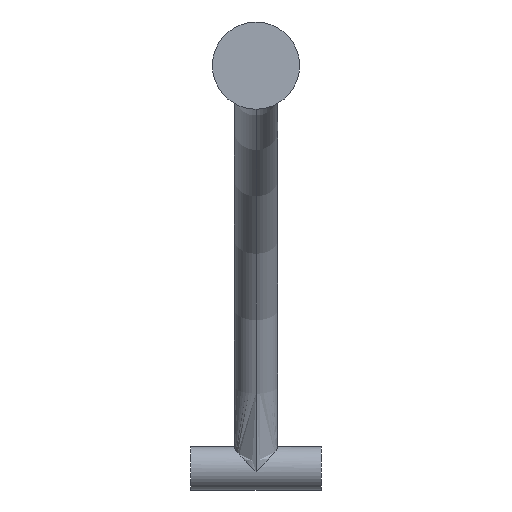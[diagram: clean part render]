
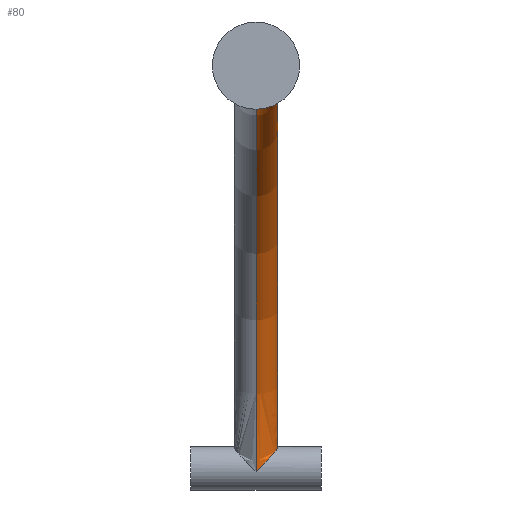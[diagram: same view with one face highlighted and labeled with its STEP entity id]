
A CAD part, front view. The second image highlights one B-rep face of the part: STEP entity #80.
In plain terms, the highlighted toroidal (fillet/blend) face has major radius 33.5 mm and minor radius 1.5 mm.
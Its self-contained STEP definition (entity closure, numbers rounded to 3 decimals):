
#1 = CARTESIAN_POINT ( 'NONE',  ( 1.205, 147.876, -26.673 ) ) ;
#2 = CIRCLE ( 'NONE', #105, 32. ) ;
#6 = DIRECTION ( 'NONE',  ( 0., 0., 1. ) ) ;
#25 = CARTESIAN_POINT ( 'NONE',  ( 0.151, 150.436, -27.271 ) ) ;
#26 = CARTESIAN_POINT ( 'NONE',  ( 1.43, 149.203, -26.183 ) ) ;
#31 = AXIS2_PLACEMENT_3D ( 'NONE', #408, #244, #272 ) ;
#36 = CARTESIAN_POINT ( 'NONE',  ( 0.075, 150.455, -27.347 ) ) ;
#37 = CARTESIAN_POINT ( 'NONE',  ( 0.64, 147.537, -27.302 ) ) ;
#42 = CARTESIAN_POINT ( 'NONE',  ( 0.093, 147.498, -27.854 ) ) ;
#63 = CARTESIAN_POINT ( 'NONE',  ( 1.01, 149.903, -26.48 ) ) ;
#68 = VERTEX_POINT ( 'NONE', #189 ) ;
#72 = CARTESIAN_POINT ( 'NONE',  ( 0.598, 150.243, -26.842 ) ) ;
#73 = TOROIDAL_SURFACE ( 'NONE', #31, 33.5, 1.5 ) ;
#74 = CARTESIAN_POINT ( 'NONE',  ( 1.383, 148.14, -26.441 ) ) ;
#79 = CARTESIAN_POINT ( 'NONE',  ( 1.463, 148.357, -26.318 ) ) ;
#80 = ADVANCED_FACE ( 'NONE', ( #190 ), #73, .T. ) ;
#84 = CARTESIAN_POINT ( 'NONE',  ( 1.471, 148.991, -26.183 ) ) ;
#92 = AXIS2_PLACEMENT_3D ( 'NONE', #222, #188, #6 ) ;
#95 = CARTESIAN_POINT ( 'NONE',  ( 0., 116., 1.5 ) ) ;
#105 = AXIS2_PLACEMENT_3D ( 'NONE', #361, #436, #399 ) ;
#142 = AXIS2_PLACEMENT_3D ( 'NONE', #358, #184, #300 ) ;
#143 = ORIENTED_EDGE ( 'NONE', *, *, #228, .T. ) ;
#151 = VERTEX_POINT ( 'NONE', #95 ) ;
#173 = EDGE_CURVE ( 'NONE', #438, #68, #198, .T. ) ;
#176 = CARTESIAN_POINT ( 'NONE',  ( 1.505, 148.73, -26.2 ) ) ;
#182 = CARTESIAN_POINT ( 'NONE',  ( 0.98, 147.687, -26.935 ) ) ;
#184 = DIRECTION ( 'NONE',  ( 1., 0., 0. ) ) ;
#188 = DIRECTION ( 'NONE',  ( 0., 1., 0. ) ) ;
#189 = CARTESIAN_POINT ( 'NONE',  ( 0., 150.468, -27.422 ) ) ;
#190 = FACE_OUTER_BOUND ( 'NONE', #444, .T. ) ;
#198 = B_SPLINE_CURVE_WITH_KNOTS ( 'NONE', 3,
 ( #271, #26, #316, #235, #63, #309, #72, #341, #386, #25, #36, #415 ),
 .UNSPECIFIED., .F., .F.,
 ( 4, 2, 2, 2, 2, 4 ),
 ( 0.003, 0.004, 0.004, 0.005, 0.005, 0.006 ),
 .UNSPECIFIED. ) ;
#211 = ORIENTED_EDGE ( 'NONE', *, *, #381, .T. ) ;
#212 = CARTESIAN_POINT ( 'NONE',  ( 1.489, 148.479, -26.267 ) ) ;
#213 = CARTESIAN_POINT ( 'NONE',  ( 1.329, 148.043, -26.515 ) ) ;
#222 = CARTESIAN_POINT ( 'NONE',  ( 0., 116., 0. ) ) ;
#228 = EDGE_CURVE ( 'NONE', #354, #438, #242, .T. ) ;
#235 = CARTESIAN_POINT ( 'NONE',  ( 1.135, 149.755, -26.378 ) ) ;
#242 = B_SPLINE_CURVE_WITH_KNOTS ( 'NONE', 3,
 ( #322, #42, #350, #356, #246, #37, #249, #422, #182, #284, #1, #213, #74, #79, #212, #176, #424, #455 ),
 .UNSPECIFIED., .F., .F.,
 ( 4, 2, 2, 2, 2, 2, 2, 2, 4 ),
 ( 0., 0., 0.001, 0.001, 0.002, 0.002, 0.002, 0.003, 0.003 ),
 .UNSPECIFIED. ) ;
#244 = DIRECTION ( 'NONE',  ( 1., 0., 0. ) ) ;
#246 = CARTESIAN_POINT ( 'NONE',  ( 0.461, 147.501, -27.487 ) ) ;
#249 = CARTESIAN_POINT ( 'NONE',  ( 0.729, 147.565, -27.208 ) ) ;
#271 = CARTESIAN_POINT ( 'NONE',  ( 1.471, 148.991, -26.183 ) ) ;
#272 = DIRECTION ( 'NONE',  ( 0., 0., -1. ) ) ;
#284 = CARTESIAN_POINT ( 'NONE',  ( 1.133, 147.805, -26.758 ) ) ;
#300 = DIRECTION ( 'NONE',  ( 0., 0., -1. ) ) ;
#309 = CARTESIAN_POINT ( 'NONE',  ( 0.74, 150.147, -26.712 ) ) ;
#313 = ORIENTED_EDGE ( 'NONE', *, *, #369, .F. ) ;
#315 = ORIENTED_EDGE ( 'NONE', *, *, #173, .T. ) ;
#316 = CARTESIAN_POINT ( 'NONE',  ( 1.346, 149.407, -26.229 ) ) ;
#322 = CARTESIAN_POINT ( 'NONE',  ( 0., 147.514, -27.943 ) ) ;
#341 = CARTESIAN_POINT ( 'NONE',  ( 0.376, 150.354, -27.052 ) ) ;
#349 = CARTESIAN_POINT ( 'NONE',  ( 0., 147.514, -27.943 ) ) ;
#350 = CARTESIAN_POINT ( 'NONE',  ( 0.187, 147.49, -27.762 ) ) ;
#354 = VERTEX_POINT ( 'NONE', #349 ) ;
#356 = CARTESIAN_POINT ( 'NONE',  ( 0.37, 147.492, -27.579 ) ) ;
#357 = CARTESIAN_POINT ( 'NONE',  ( 0., 116., -1.5 ) ) ;
#358 = CARTESIAN_POINT ( 'NONE',  ( 0., 116., -33.5 ) ) ;
#361 = CARTESIAN_POINT ( 'NONE',  ( 0., 116., -33.5 ) ) ;
#365 = ORIENTED_EDGE ( 'NONE', *, *, #433, .T. ) ;
#369 = EDGE_CURVE ( 'NONE', #354, #371, #2, .T. ) ;
#371 = VERTEX_POINT ( 'NONE', #357 ) ;
#381 = EDGE_CURVE ( 'NONE', #151, #371, #411, .T. ) ;
#386 = CARTESIAN_POINT ( 'NONE',  ( 0.302, 150.385, -27.124 ) ) ;
#397 = CIRCLE ( 'NONE', #142, 35. ) ;
#399 = DIRECTION ( 'NONE',  ( 0., 0., -1. ) ) ;
#408 = CARTESIAN_POINT ( 'NONE',  ( 0., 116., -33.5 ) ) ;
#411 = CIRCLE ( 'NONE', #92, 1.5 ) ;
#415 = CARTESIAN_POINT ( 'NONE',  ( 0., 150.468, -27.422 ) ) ;
#422 = CARTESIAN_POINT ( 'NONE',  ( 0.899, 147.639, -27.025 ) ) ;
#424 = CARTESIAN_POINT ( 'NONE',  ( 1.496, 148.863, -26.183 ) ) ;
#433 = EDGE_CURVE ( 'NONE', #68, #151, #397, .T. ) ;
#436 = DIRECTION ( 'NONE',  ( 1., 0., 0. ) ) ;
#438 = VERTEX_POINT ( 'NONE', #84 ) ;
#444 = EDGE_LOOP ( 'NONE', ( #315, #365, #211, #313, #143 ) ) ;
#455 = CARTESIAN_POINT ( 'NONE',  ( 1.471, 148.991, -26.183 ) ) ;
